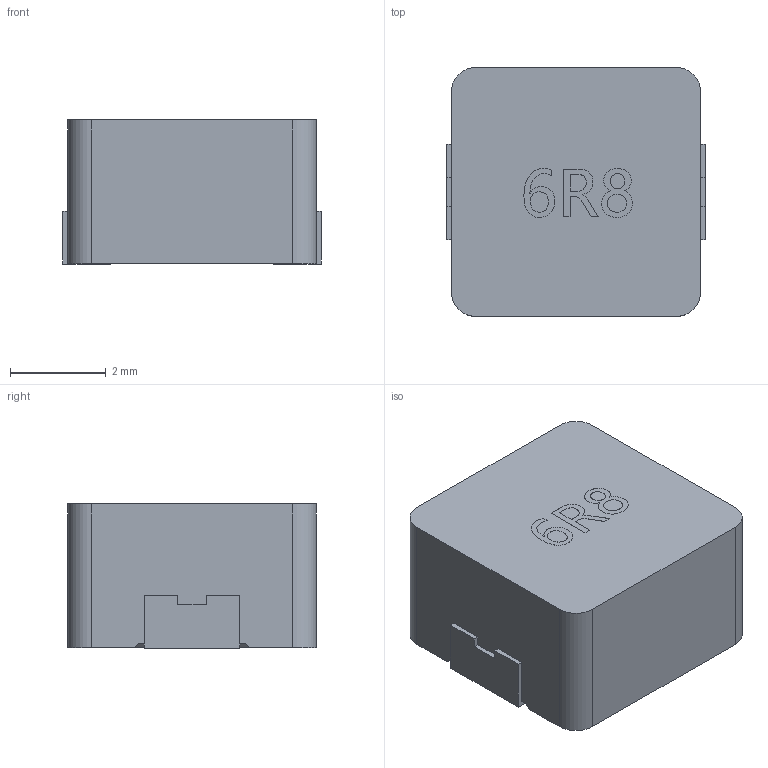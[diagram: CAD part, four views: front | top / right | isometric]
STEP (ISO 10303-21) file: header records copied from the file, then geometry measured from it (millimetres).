
FILE_DESCRIPTION (( 'STEP AP214' ), '1' );
FILE_NAME ('IND-SMD_L5.4-W5.2-H3.0_SLO0530H6R8MTT.step', '2022-07-09T00:32:17', ( '' ), ( '' ), 'SwSTEP 2.0', 'SolidWorks 2020', '' );
FILE_SCHEMA (( 'AUTOMOTIVE_DESIGN' ));
Length unit declared in the file: millimetre
Products named in the file (1): IND-SMD_L5.4-W5.2-H3.0_SLO0530H6R8MTT
Bounding box: 5.4 x 5.2 x 3.01 mm (x, y, z)
Volume: 80.7 mm3; surface area: 130.8 mm2
Topology: 3 solids, 3 shells, 380 faces, 1023 edges, 682 vertices
Faces by surface type: plane 230, bspline 146, cylinder 4
Entity records: 19219 total; most frequent: CARTESIAN_POINT 6448, ORIENTED_EDGE 2046, DIRECTION 1205, EDGE_CURVE 1023, VECTOR 719, LINE 719, VERTEX_POINT 682, EDGE_LOOP 413
